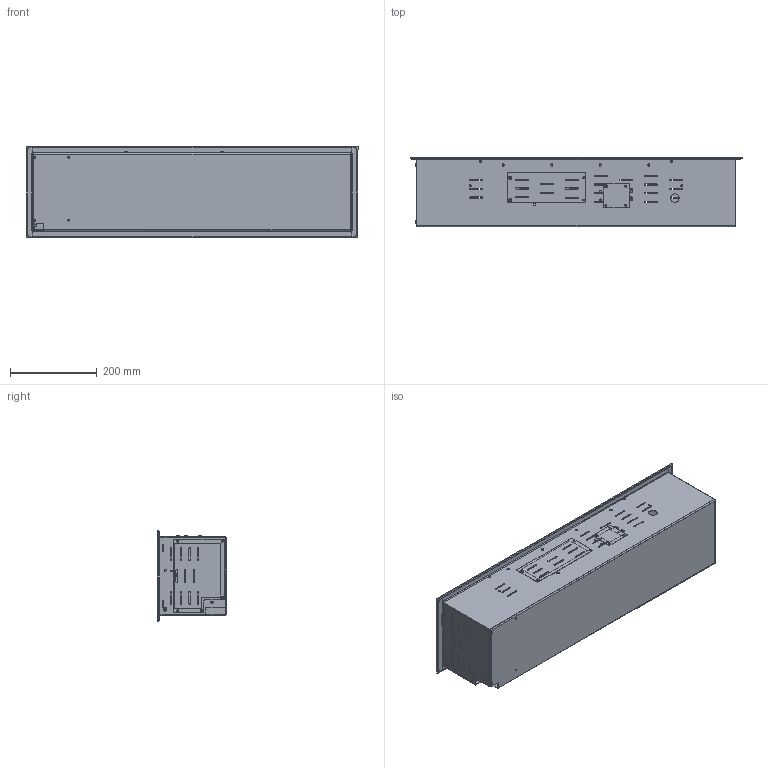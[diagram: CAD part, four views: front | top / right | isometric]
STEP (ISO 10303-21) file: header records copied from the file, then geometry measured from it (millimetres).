
FILE_DESCRIPTION (( 'STEP AP203' ), '1' );
FILE_NAME ('PJ00153-O-02-C.EVO PLUS 400.STEP', '2019-02-27T15:52:53', ( '' ), ( '' ), 'SwSTEP 2.0', 'SolidWorks 2019', '' );
FILE_SCHEMA (( 'CONFIG_CONTROL_DESIGN' ));
Length unit declared in the file: millimetre
Products named in the file (1): PJ00153-O-02-C.EVO PLUS 400
Bounding box: 766 x 160 x 210 mm (x, y, z)
Volume: 1136073.4 mm3; surface area: 1318707.6 mm2
Topology: 33 solids, 33 shells, 1448 faces, 3941 edges, 2560 vertices
Faces by surface type: plane 831, cylinder 570, bspline 24, torus 15, cone 6, sphere 2
Full cylindrical faces by diameter (mm): 3.3 x13, 3.7 x4, 4 x15, 4.2 x2, 4.25 x3, 4.3 x9, 4.5 x21, 5 x30, 5.3 x11, 5.5 x2, 6.1 x1, 6.5 x1, 7 x1, 7.3 x6, 8 x1, 10 x2, 10.2 x2, 13 x2, 20 x1, 25 x1
Entity records: 45973 total; most frequent: CARTESIAN_POINT 8915, DIRECTION 7589, ORIENTED_EDGE 7414, EDGE_CURVE 3707, AXIS2_PLACEMENT_3D 2554, LINE 2481, VECTOR 2481, VERTEX_POINT 2477
